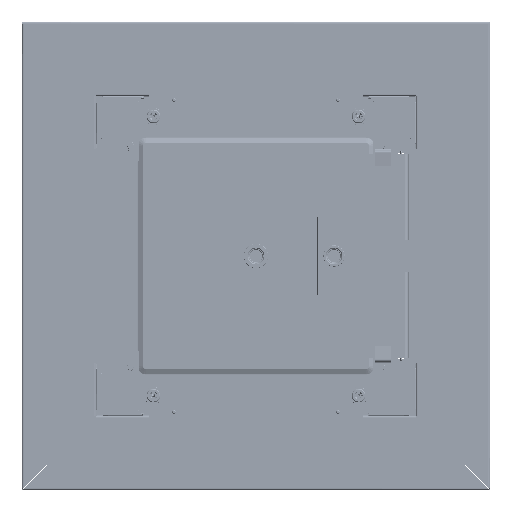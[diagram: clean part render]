
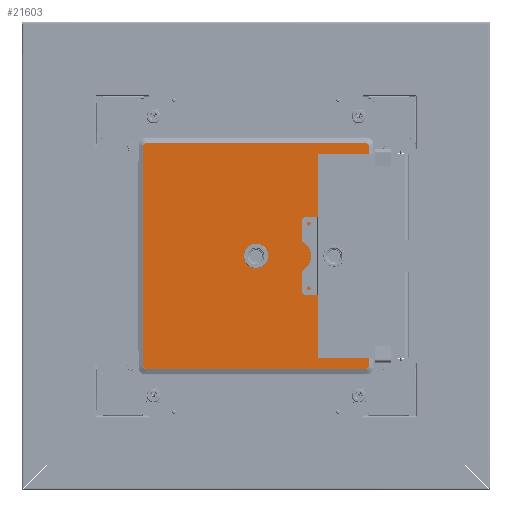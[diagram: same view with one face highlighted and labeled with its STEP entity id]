
A CAD part, top view. The second image highlights one B-rep face of the part: STEP entity #21603.
In plain terms, the highlighted planar face has unit normal (0, 0, 1).
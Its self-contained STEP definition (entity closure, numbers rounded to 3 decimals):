
#21603=ADVANCED_FACE('',(#28705,#28706),#28707,.F.);
#28705=FACE_BOUND('',#35213,.T.);
#28706=FACE_OUTER_BOUND('',#35214,.T.);
#28707=PLANE('',#35215);
#35213=EDGE_LOOP('',(#46429));
#35214=EDGE_LOOP('',(#46430,#46431,#46432,#46433,#46434,#46435,#46436,#46437));
#35215=AXIS2_PLACEMENT_3D('',#46438,#46439,#46440);
#46429=ORIENTED_EDGE('',*,*,#51915,.T.);
#46430=ORIENTED_EDGE('',*,*,#51963,.T.);
#46431=ORIENTED_EDGE('',*,*,#51942,.T.);
#46432=ORIENTED_EDGE('',*,*,#51965,.T.);
#46433=ORIENTED_EDGE('',*,*,#51966,.T.);
#46434=ORIENTED_EDGE('',*,*,#51967,.T.);
#46435=ORIENTED_EDGE('',*,*,#51968,.T.);
#46436=ORIENTED_EDGE('',*,*,#51969,.T.);
#46437=ORIENTED_EDGE('',*,*,#51970,.T.);
#46438=CARTESIAN_POINT('',(134.0,134.0,5.0));
#46439=DIRECTION('',(0.0,0.0,-1.0));
#46440=DIRECTION('',(-1.0,0.0,0.0));
#51915=EDGE_CURVE('',#57764,#57764,#57765,.T.);
#51942=EDGE_CURVE('',#57796,#57794,#57797,.F.);
#51963=EDGE_CURVE('',#57822,#57796,#57824,.T.);
#51965=EDGE_CURVE('',#57794,#57826,#57827,.T.);
#51966=EDGE_CURVE('',#57826,#57828,#57829,.F.);
#51967=EDGE_CURVE('',#57828,#57830,#57831,.F.);
#51968=EDGE_CURVE('',#57830,#57832,#57833,.F.);
#51969=EDGE_CURVE('',#57832,#57834,#57835,.F.);
#51970=EDGE_CURVE('',#57834,#57822,#57836,.F.);
#57764=VERTEX_POINT('',#65728);
#57765=CIRCLE('',#65729,14.1);
#57794=VERTEX_POINT('',#65770);
#57796=VERTEX_POINT('',#65772);
#57797=CIRCLE('',#65773,3.345);
#57822=VERTEX_POINT('',#65806);
#57824=LINE('',#65808,#65809);
#57826=VERTEX_POINT('',#65811);
#57827=LINE('',#65812,#65813);
#57828=VERTEX_POINT('',#65814);
#57829=CIRCLE('',#65815,3.345);
#57830=VERTEX_POINT('',#65816);
#57831=LINE('',#65817,#65818);
#57832=VERTEX_POINT('',#65819);
#57833=CIRCLE('',#65820,3.345);
#57834=VERTEX_POINT('',#65821);
#57835=LINE('',#65822,#65823);
#57836=CIRCLE('',#65824,3.345);
#65728=CARTESIAN_POINT('',(-14.1,0.,5.0));
#65729=AXIS2_PLACEMENT_3D('',#71334,#71335,#71336);
#65770=CARTESIAN_POINT('',(134.0,137.345,5.0));
#65772=CARTESIAN_POINT('',(137.345,134.0,5.0));
#65773=AXIS2_PLACEMENT_3D('',#71358,#71359,#71360);
#65806=CARTESIAN_POINT('',(137.345,-134.0,5.0));
#65808=CARTESIAN_POINT('',(137.345,134.0,5.0));
#65809=VECTOR('',#71384,1.0);
#65811=CARTESIAN_POINT('',(-134.0,137.345,5.0));
#65812=CARTESIAN_POINT('',(134.0,137.345,5.0));
#65813=VECTOR('',#71385,1.0);
#65814=CARTESIAN_POINT('',(-137.345,134.0,5.0));
#65815=AXIS2_PLACEMENT_3D('',#71386,#71387,#71388);
#65816=CARTESIAN_POINT('',(-137.345,-134.0,5.0));
#65817=CARTESIAN_POINT('',(-137.345,134.0,5.0));
#65818=VECTOR('',#71389,1.0);
#65819=CARTESIAN_POINT('',(-134.0,-137.345,5.0));
#65820=AXIS2_PLACEMENT_3D('',#71390,#71391,#71392);
#65821=CARTESIAN_POINT('',(134.0,-137.345,5.0));
#65822=CARTESIAN_POINT('',(134.0,-137.345,5.0));
#65823=VECTOR('',#71393,1.0);
#65824=AXIS2_PLACEMENT_3D('',#71394,#71395,#71396);
#71334=CARTESIAN_POINT('',(0.,0.,5.0));
#71335=DIRECTION('',(0.0,0.0,-1.0));
#71336=DIRECTION('',(-1.0,0.0,0.0));
#71358=CARTESIAN_POINT('',(134.0,134.0,5.0));
#71359=DIRECTION('',(0.0,0.0,-1.0));
#71360=DIRECTION('',(-1.0,0.0,0.0));
#71384=DIRECTION('',(0.0,1.0,0.0));
#71385=DIRECTION('',(-1.0,0.0,0.0));
#71386=CARTESIAN_POINT('',(-134.0,134.0,5.0));
#71387=DIRECTION('',(0.0,0.0,-1.0));
#71388=DIRECTION('',(-1.0,0.0,0.0));
#71389=DIRECTION('',(0.0,1.0,0.0));
#71390=CARTESIAN_POINT('',(-134.0,-134.0,5.0));
#71391=DIRECTION('',(0.0,0.0,-1.0));
#71392=DIRECTION('',(-1.0,0.0,0.0));
#71393=DIRECTION('',(-1.0,0.0,0.0));
#71394=CARTESIAN_POINT('',(134.0,-134.0,5.0));
#71395=DIRECTION('',(0.0,0.0,-1.0));
#71396=DIRECTION('',(-1.0,0.0,0.0));
